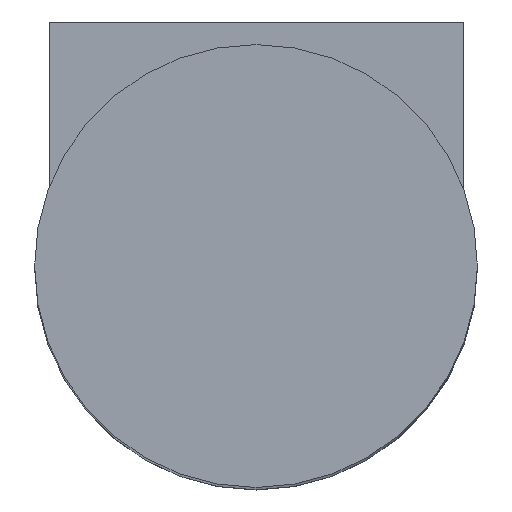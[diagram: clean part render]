
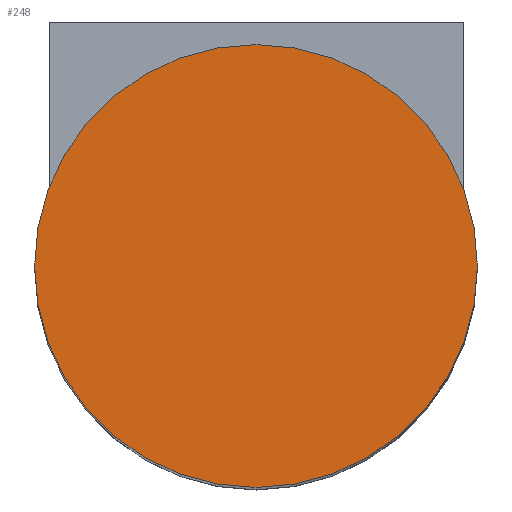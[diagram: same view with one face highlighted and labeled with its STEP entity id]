
A CAD part, top view. The second image highlights one B-rep face of the part: STEP entity #248.
In plain terms, the highlighted planar face has unit normal (0, 0, 1).
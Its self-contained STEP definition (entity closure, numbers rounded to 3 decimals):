
#37=PLANE('',#294);
#49=FACE_OUTER_BOUND('',#65,.T.);
#65=EDGE_LOOP('',(#186));
#122=CIRCLE('',#292,10.);
#132=VERTEX_POINT('',#408);
#152=EDGE_CURVE('',#132,#132,#122,.T.);
#186=ORIENTED_EDGE('',*,*,#152,.T.);
#248=ADVANCED_FACE('',(#49),#37,.T.);
#292=AXIS2_PLACEMENT_3D('',#409,#327,#328);
#294=AXIS2_PLACEMENT_3D('',#413,#332,#333);
#327=DIRECTION('center_axis',(0.,0.,
1.));
#328=DIRECTION('ref_axis',(1.,0.,0.));
#332=DIRECTION('center_axis',(0.,0.,
1.));
#333=DIRECTION('ref_axis',(1.,0.,0.));
#408=CARTESIAN_POINT('',(54.757,36.659,46.557));
#409=CARTESIAN_POINT('Origin',(64.757,36.659,46.557));
#413=CARTESIAN_POINT('Origin',(64.757,36.659,46.557));
